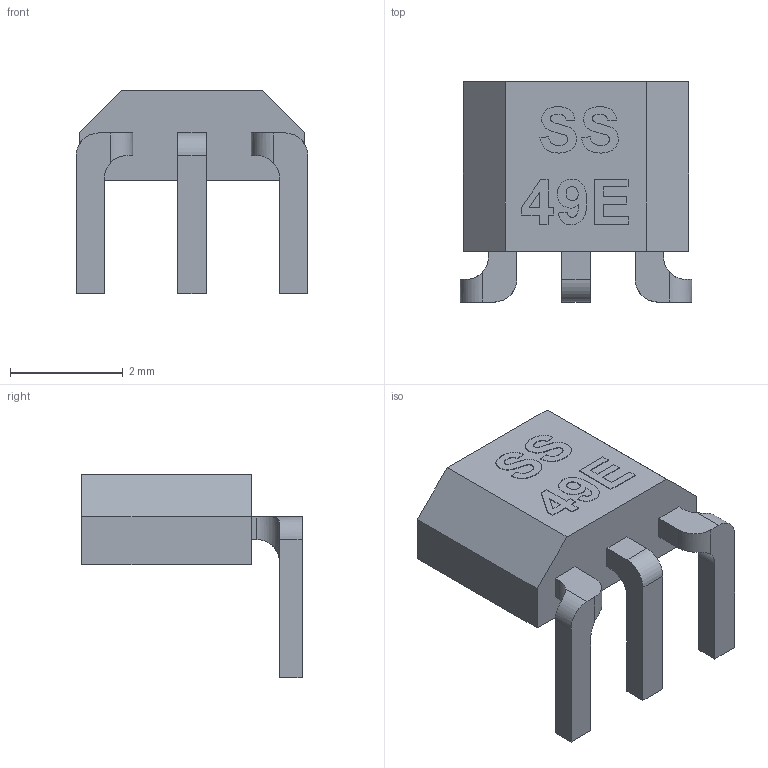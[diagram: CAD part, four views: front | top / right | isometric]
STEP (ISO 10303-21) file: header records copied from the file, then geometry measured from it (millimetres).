
FILE_DESCRIPTION(/* description */ ('STEP AP214'),/* implementation_level */ '2;1');
FILE_NAME(/* name */ 'SS49E 90 degree bend.step',/* time_stamp */ '2025-06-13T20:23:35-06:00',/* author */ (''),/* organization */ (''),/* preprocessor_version */ 'ST-DEVELOPER v20.1',/* originating_system */ 'Autodesk Translation Framework v14.10.0.0',/* authorisation */ '');
FILE_SCHEMA (('AUTOMOTIVE_DESIGN { 1 0 10303 214 3 1 1 }'));
Length unit declared in the file: millimetre
Products named in the file (1): 88870ED0-1039-4703-8B04-7EA45E656814
Bounding box: 4.1 x 3.9 x 3.61 mm (x, y, z)
Volume: 19.7 mm3; surface area: 61.8 mm2
Topology: 1 solids, 1 shells, 125 faces, 335 edges, 222 vertices
Faces by surface type: plane 71, bspline 42, cylinder 12
Entity records: 6312 total; most frequent: CARTESIAN_POINT 3313, ORIENTED_EDGE 670, DIRECTION 435, EDGE_CURVE 335, LINE 227, VECTOR 227, VERTEX_POINT 222, EDGE_LOOP 135
